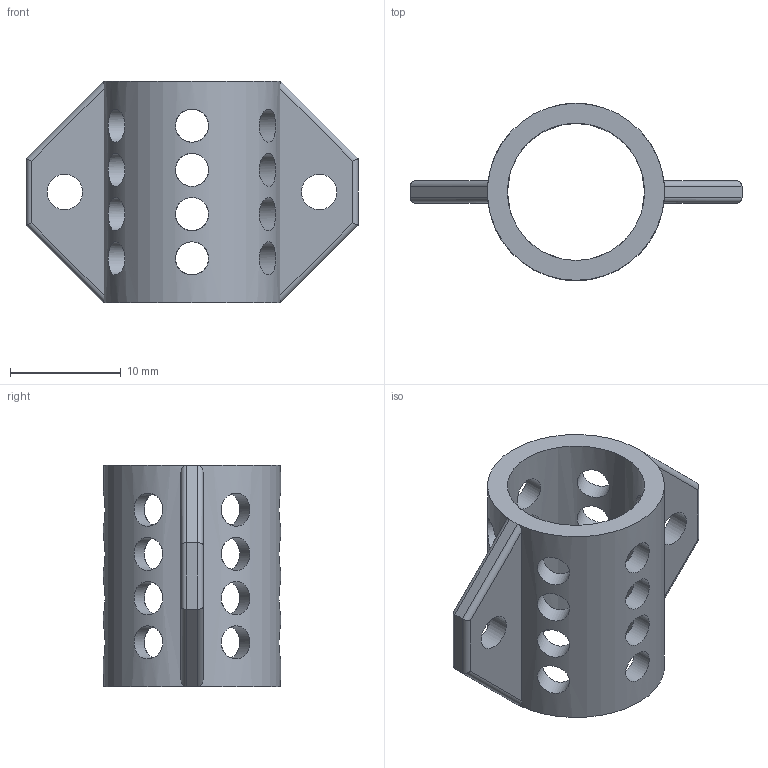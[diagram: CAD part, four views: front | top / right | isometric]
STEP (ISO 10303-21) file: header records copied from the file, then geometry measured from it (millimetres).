
FILE_DESCRIPTION(('STEP AP242'), '1');
FILE_NAME('itemBeerFloatMiddle', '', ('UNSPECIFIED'), ('UNSPECIFIED'), 'C3D Converter', 'C3D Toolkit', '');
FILE_SCHEMA(('AP242_MANAGED_MODEL_BASED_3D_ENGINEERING_MIM_LF { 1 0 10303 442 1 1 4 }'));
Length unit declared in the file: millimetre
Bounding box: 30 x 16 x 20 mm (x, y, z)
Volume: 1626.9 mm3; surface area: 2393.8 mm2
Topology: 1 solids, 1 shells, 53 faces, 145 edges, 94 vertices
Faces by surface type: cylinder 41, plane 12
Full cylindrical faces by diameter (mm): 3 x24, 3.2 x2, 12.4 x1
Entity records: 4850 total; most frequent: CARTESIAN_POINT 3630, ORIENTED_EDGE 236, DIRECTION 164, EDGE_LOOP 134, EDGE_CURVE 118, VERTEX_POINT 94, FACE_BOUND 80, AXIS2_PLACEMENT_3D 64
